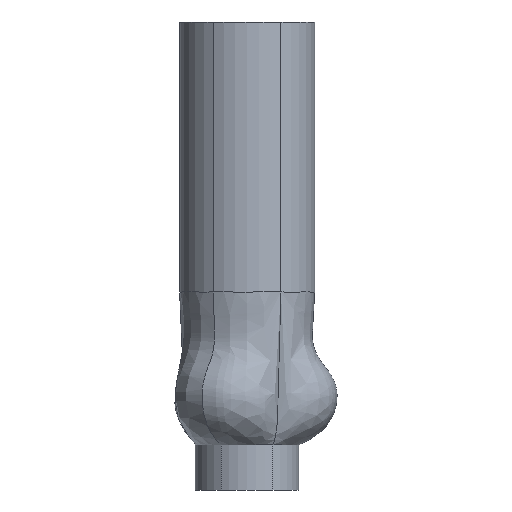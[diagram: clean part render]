
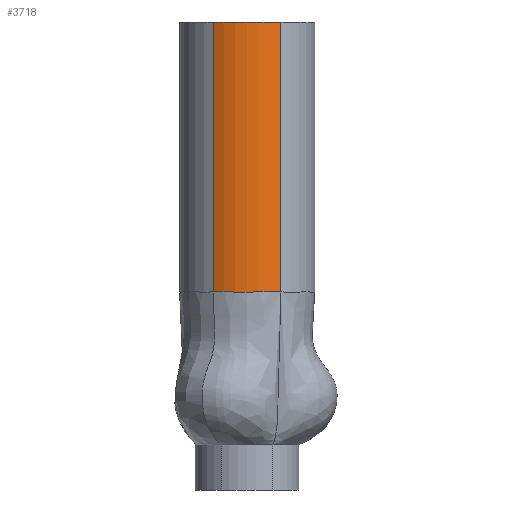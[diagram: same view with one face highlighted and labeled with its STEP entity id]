
A CAD part, front view. The second image highlights one B-rep face of the part: STEP entity #3718.
In plain terms, the highlighted cylindrical face has radius 15 mm (diameter 30 mm), a partial arc.
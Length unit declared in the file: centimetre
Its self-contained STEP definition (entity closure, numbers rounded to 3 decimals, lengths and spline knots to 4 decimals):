
#18 = AXIS2_PLACEMENT_3D ( 'NONE', #3468, #4201, #2046 ) ;
#64 = CARTESIAN_POINT ( 'NONE',  ( -0.75, -1.299, 3.4 ) ) ;
#100 = CARTESIAN_POINT ( 'NONE',  ( 0., -1.5172, 3.4 ) ) ;
#152 = VERTEX_POINT ( 'NONE', #4684 ) ;
#240 = DIRECTION ( 'NONE',  ( -1., 0., 0. ) ) ;
#437 = VERTEX_POINT ( 'NONE', #547 ) ;
#547 = CARTESIAN_POINT ( 'NONE',  ( 0.75, -1.299, 3.4 ) ) ;
#768 = VECTOR ( 'NONE', #4624, 100. ) ;
#776 = VERTEX_POINT ( 'NONE', #1283 ) ;
#825 = CARTESIAN_POINT ( 'NONE',  ( 0.75, -1.299, 3.4 ) ) ;
#838 = VECTOR ( 'NONE', #4681, 100. ) ;
#894 = CARTESIAN_POINT ( 'NONE',  ( -0.75, -1.299, 9.4 ) ) ;
#1119 = CARTESIAN_POINT ( 'NONE',  ( -0.3927, -1.4656, 3.4 ) ) ;
#1193 = CARTESIAN_POINT ( 'NONE',  ( 0.3927, -1.4656, 3.4 ) ) ;
#1242 = LINE ( 'NONE', #2091, #768 ) ;
#1283 = CARTESIAN_POINT ( 'NONE',  ( 0.75, -1.299, 9.4 ) ) ;
#1400 = CARTESIAN_POINT ( 'NONE',  ( 0., 0., 9.4 ) ) ;
#1657 = ORIENTED_EDGE ( 'NONE', *, *, #3291, .F. ) ;
#1702 = DIRECTION ( 'NONE',  ( 0., 0., -1. ) ) ;
#1747 = CYLINDRICAL_SURFACE ( 'NONE', #4118, 1.5 ) ;
#2046 = DIRECTION ( 'NONE',  ( 1., 0., 0. ) ) ;
#2091 = CARTESIAN_POINT ( 'NONE',  ( -0.75, -1.299, 9.4 ) ) ;
#2323 = CIRCLE ( 'NONE', #18, 1.5 ) ;
#2480 = EDGE_CURVE ( 'NONE', #437, #152, #3515, .T. ) ;
#2496 = ORIENTED_EDGE ( 'NONE', *, *, #4221, .T. ) ;
#2534 = LINE ( 'NONE', #4729, #838 ) ;
#2724 = FACE_OUTER_BOUND ( 'NONE', #3677, .T. ) ;
#2795 = VERTEX_POINT ( 'NONE', #894 ) ;
#3009 = CARTESIAN_POINT ( 'NONE',  ( 0.6366, -1.3645, 3.4 ) ) ;
#3014 = ORIENTED_EDGE ( 'NONE', *, *, #3854, .T. ) ;
#3279 = ORIENTED_EDGE ( 'NONE', *, *, #2480, .F. ) ;
#3291 = EDGE_CURVE ( 'NONE', #2795, #776, #2323, .T. ) ;
#3468 = CARTESIAN_POINT ( 'NONE',  ( 0., 0., 9.4 ) ) ;
#3515 = B_SPLINE_CURVE_WITH_KNOTS ( 'NONE', 3,
 ( #825, #3009, #1193, #100, #1119, #4098, #64 ),
 .UNSPECIFIED., .F., .F.,
 ( 4, 1, 1, 1, 4 ),
 ( 0., 0.125, 0.25, 0.375, 0.5 ),
 .UNSPECIFIED. ) ;
#3677 = EDGE_LOOP ( 'NONE', ( #3279, #3014, #1657, #2496 ) ) ;
#3718 = ADVANCED_FACE ( 'NONE', ( #2724 ), #1747, .T. ) ;
#3854 = EDGE_CURVE ( 'NONE', #437, #776, #2534, .T. ) ;
#4098 = CARTESIAN_POINT ( 'NONE',  ( -0.6366, -1.3645, 3.4 ) ) ;
#4118 = AXIS2_PLACEMENT_3D ( 'NONE', #1400, #1702, #240 ) ;
#4201 = DIRECTION ( 'NONE',  ( 0., 0., 1. ) ) ;
#4221 = EDGE_CURVE ( 'NONE', #2795, #152, #1242, .T. ) ;
#4624 = DIRECTION ( 'NONE',  ( 0., 0., -1. ) ) ;
#4681 = DIRECTION ( 'NONE',  ( 0., 0., 1. ) ) ;
#4684 = CARTESIAN_POINT ( 'NONE',  ( -0.75, -1.299, 3.4 ) ) ;
#4729 = CARTESIAN_POINT ( 'NONE',  ( 0.75, -1.299, 9.4 ) ) ;
